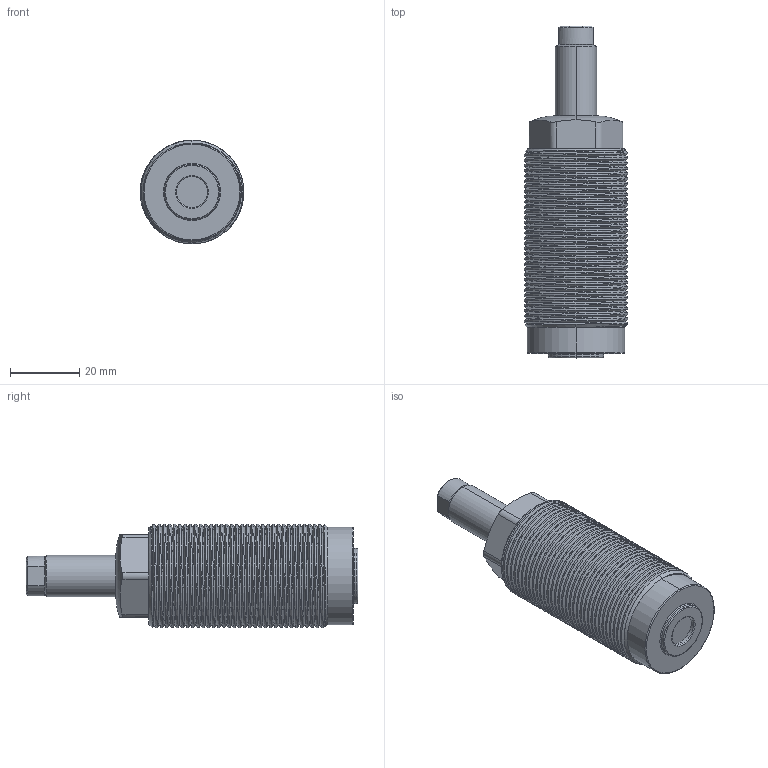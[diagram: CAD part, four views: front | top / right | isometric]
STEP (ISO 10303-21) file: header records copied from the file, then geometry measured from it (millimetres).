
FILE_DESCRIPTION (( 'STEP AP214' ), '1' );
FILE_NAME ('CTC-PD30-20蚾饜芞.STEP', '2021-03-22T01:07:16', ( 'PC' ), ( '' ), 'SwSTEP 2.0', 'SolidWorks 2016', '' );
FILE_SCHEMA (( 'AUTOMOTIVE_DESIGN' ));
Length unit declared in the file: millimetre
Products named in the file (3): CTC-PD30-20活塞杆; CTC-PD30-20掛极; CTC-PD30-20蚾饜芞
Assembly tree (2 placements, depth 2):
  CTC-PD30-20蚾饜芞
    CTC-PD30-20掛极
    CTC-PD30-20活塞杆
Bounding box: 29.99 x 96 x 30 mm (x, y, z)
Volume: 50263.8 mm3; surface area: 14103.6 mm2
Topology: 2 solids, 2 shells, 134 faces, 355 edges, 229 vertices
Faces by surface type: cylinder 88, plane 19, cone 14, torus 10, bspline 3
Entity records: 10407 total; most frequent: CARTESIAN_POINT 7385, ORIENTED_EDGE 706, DIRECTION 527, EDGE_CURVE 353, VERTEX_POINT 229, AXIS2_PLACEMENT_3D 206, EDGE_LOOP 140, FACE_OUTER_BOUND 134
